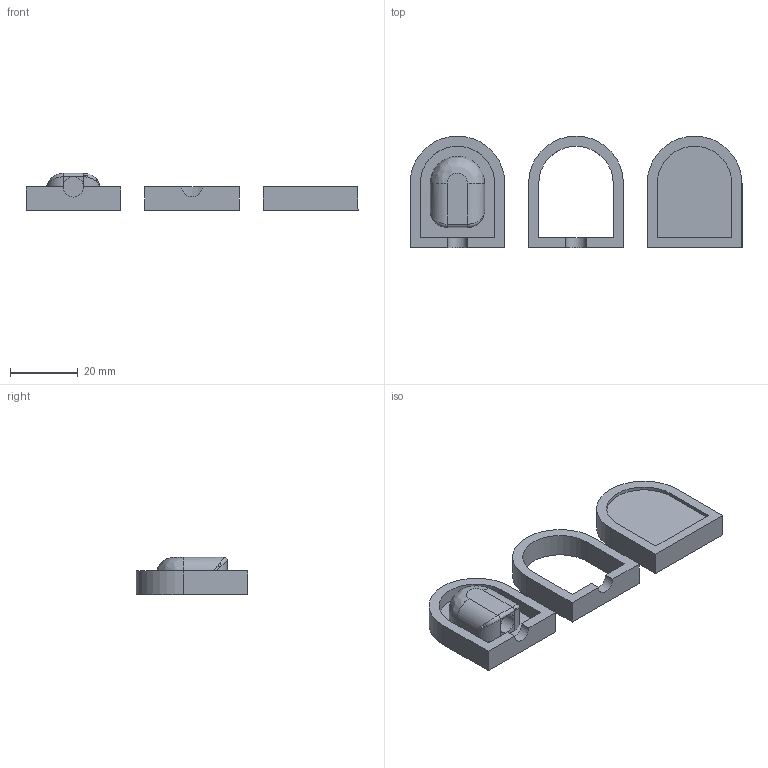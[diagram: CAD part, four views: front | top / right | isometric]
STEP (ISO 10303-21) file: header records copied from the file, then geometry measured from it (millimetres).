
FILE_DESCRIPTION(/* description */ (''),/* implementation_level */ '2;1');
FILE_NAME(/* name */ 'siliconeCast.step',/* time_stamp */ '2022-08-29T11:50:37+08:00',/* author */ (''),/* organization */ (''),/* preprocessor_version */ 'ST-DEVELOPER v19',/* originating_system */ 'Autodesk Translation Framework v11.7.0.108',/* authorisation */ '');
FILE_SCHEMA (('AUTOMOTIVE_DESIGN { 1 0 10303 214 3 1 1 }'));
Length unit declared in the file: millimetre
Products named in the file (4): Silicone Cast; Mold Bottom v1; Mold Top; Seal
Assembly tree (3 placements, depth 2):
  Silicone Cast
    Mold Bottom v1
    Mold Top
    Seal
Bounding box: 98 x 33 x 11 mm (x, y, z)
Volume: 13054.8 mm3; surface area: 7771.3 mm2
Topology: 3 solids, 3 shells, 56 faces, 145 edges, 96 vertices
Faces by surface type: plane 33, cylinder 15, torus 7, bspline 1
Full cylindrical faces by diameter (mm): 6 x1
Entity records: 2285 total; most frequent: CARTESIAN_POINT 800, ORIENTED_EDGE 290, DIRECTION 285, EDGE_CURVE 145, VERTEX_POINT 96, LINE 95, VECTOR 95, AXIS2_PLACEMENT_3D 95
